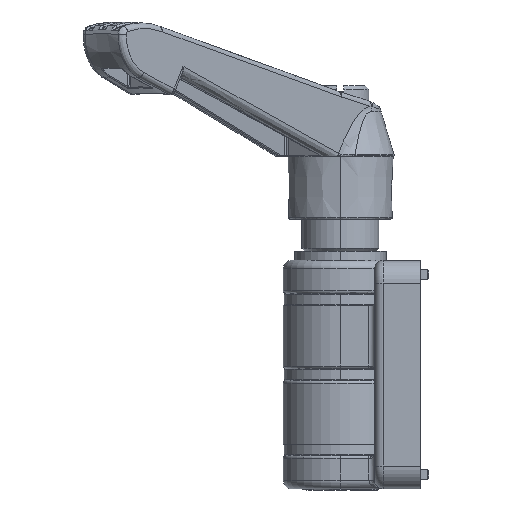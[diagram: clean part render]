
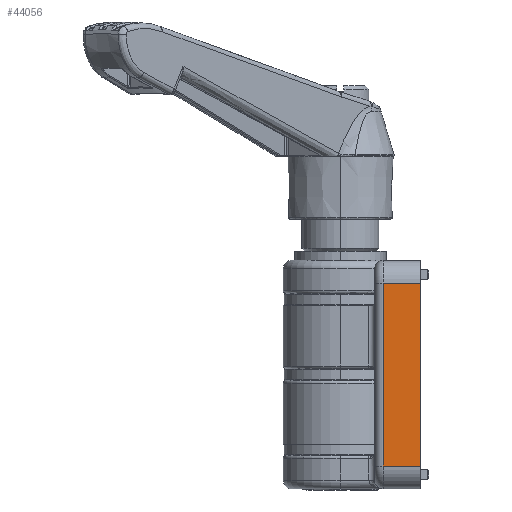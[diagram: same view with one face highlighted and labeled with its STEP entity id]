
A CAD part, left-side view. The second image highlights one B-rep face of the part: STEP entity #44056.
In plain terms, the highlighted planar face has unit normal (-1, 0, 0).
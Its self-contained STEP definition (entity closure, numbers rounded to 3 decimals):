
#1277 = ORIENTED_EDGE ( 'NONE', *, *, #12522, .F. ) ;
#2356 = LINE ( 'NONE', #55436, #54030 ) ;
#4009 = LINE ( 'NONE', #37185, #30625 ) ;
#6857 = ORIENTED_EDGE ( 'NONE', *, *, #11865, .T. ) ;
#7007 = DIRECTION ( 'NONE',  ( 0., -1., 0. ) ) ;
#7377 = VECTOR ( 'NONE', #49019, 1000. ) ;
#7432 = EDGE_CURVE ( 'NONE', #50425, #59330, #60532, .T. ) ;
#7522 = CARTESIAN_POINT ( 'NONE',  ( -37., -7.5, -16. ) ) ;
#11865 = EDGE_CURVE ( 'NONE', #18674, #50425, #4009, .T. ) ;
#12258 = EDGE_CURVE ( 'NONE', #61730, #59330, #2356, .T. ) ;
#12522 = EDGE_CURVE ( 'NONE', #18674, #61730, #14489, .T. ) ;
#13495 = DIRECTION ( 'NONE',  ( -1., 0., 0. ) ) ;
#14489 = LINE ( 'NONE', #42572, #39610 ) ;
#18674 = VERTEX_POINT ( 'NONE', #7522 ) ;
#22453 = ORIENTED_EDGE ( 'NONE', *, *, #12258, .F. ) ;
#25425 = DIRECTION ( 'NONE',  ( 0., -1., 0. ) ) ;
#29241 = CARTESIAN_POINT ( 'NONE',  ( -37., -14., 16. ) ) ;
#29363 = AXIS2_PLACEMENT_3D ( 'NONE', #43502, #13495, #48513 ) ;
#30625 = VECTOR ( 'NONE', #7007, 1000. ) ;
#32045 = DIRECTION ( 'NONE',  ( 0., 0., 1. ) ) ;
#33230 = PLANE ( 'NONE',  #29363 ) ;
#34890 = CARTESIAN_POINT ( 'NONE',  ( -37., -7.5, 16. ) ) ;
#37185 = CARTESIAN_POINT ( 'NONE',  ( -37., -6., -16. ) ) ;
#39450 = CARTESIAN_POINT ( 'NONE',  ( -37., -14., -16. ) ) ;
#39610 = VECTOR ( 'NONE', #32045, 1000. ) ;
#41371 = FACE_OUTER_BOUND ( 'NONE', #63777, .T. ) ;
#42572 = CARTESIAN_POINT ( 'NONE',  ( -37., -7.5, -20. ) ) ;
#43502 = CARTESIAN_POINT ( 'NONE',  ( -37., -6., -20. ) ) ;
#44056 = ADVANCED_FACE ( 'NONE', ( #41371 ), #33230, .T. ) ;
#48513 = DIRECTION ( 'NONE',  ( 0., 0., 1. ) ) ;
#49019 = DIRECTION ( 'NONE',  ( 0., 0., 1. ) ) ;
#50425 = VERTEX_POINT ( 'NONE', #39450 ) ;
#54030 = VECTOR ( 'NONE', #25425, 1000. ) ;
#55436 = CARTESIAN_POINT ( 'NONE',  ( -37., 0., 16. ) ) ;
#59293 = CARTESIAN_POINT ( 'NONE',  ( -37., -14., -20. ) ) ;
#59330 = VERTEX_POINT ( 'NONE', #29241 ) ;
#60532 = LINE ( 'NONE', #59293, #7377 ) ;
#61730 = VERTEX_POINT ( 'NONE', #34890 ) ;
#62417 = ORIENTED_EDGE ( 'NONE', *, *, #7432, .T. ) ;
#63777 = EDGE_LOOP ( 'NONE', ( #22453, #1277, #6857, #62417 ) ) ;
